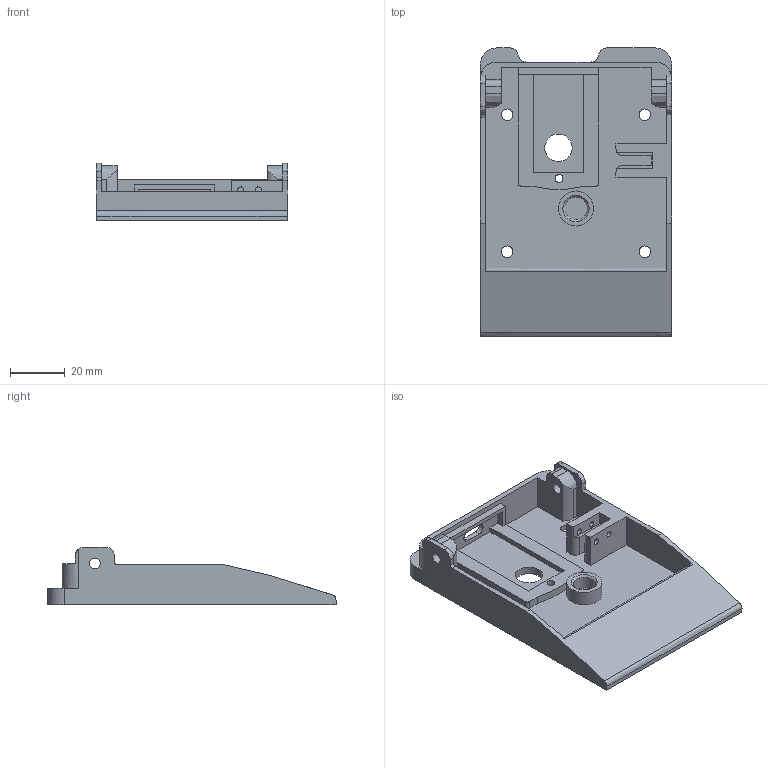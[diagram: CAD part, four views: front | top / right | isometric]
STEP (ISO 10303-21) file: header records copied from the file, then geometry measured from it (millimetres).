
FILE_DESCRIPTION(/* description */ (''),/* implementation_level */ '2;1');
FILE_NAME(/* name */ 'Foot Button v29.step',/* time_stamp */ '2023-09-23T11:14:47-04:00',/* author */ (''),/* organization */ (''),/* preprocessor_version */ 'ST-DEVELOPER v20',/* originating_system */ 'Autodesk Translation Framework v12.14.0.127',/* authorisation */ '');
FILE_SCHEMA (('AUTOMOTIVE_DESIGN { 1 0 10303 214 3 1 1 }'));
Length unit declared in the file: millimetre
Products named in the file (2): Foot Button; base
Assembly tree (1 placements, depth 2):
  Foot Button
    base
Bounding box: 69.8 x 105.14 x 20.88 mm (x, y, z)
Volume: 36141.7 mm3; surface area: 23720.8 mm2
Topology: 1 solids, 1 shells, 107 faces, 321 edges, 218 vertices
Faces by surface type: plane 60, cylinder 36, bspline 9, cone 2
Full cylindrical faces by diameter (mm): 2.2 x4, 2.9 x1, 3.9 x2, 4.2 x4, 8.2 x1, 10 x1, 12.8 x1
Entity records: 4187 total; most frequent: CARTESIAN_POINT 1201, ORIENTED_EDGE 642, DIRECTION 548, EDGE_CURVE 321, VERTEX_POINT 218, LINE 196, VECTOR 196, AXIS2_PLACEMENT_3D 176
